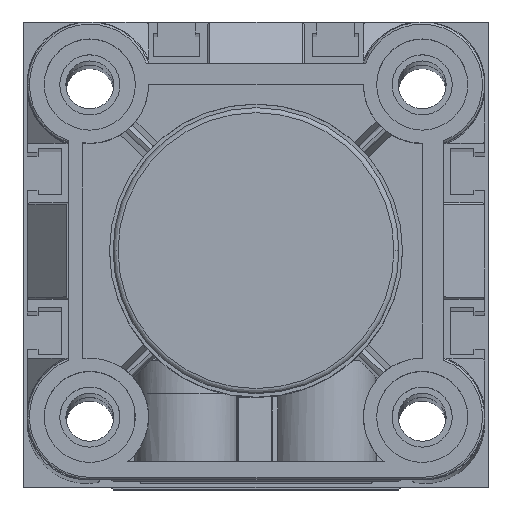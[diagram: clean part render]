
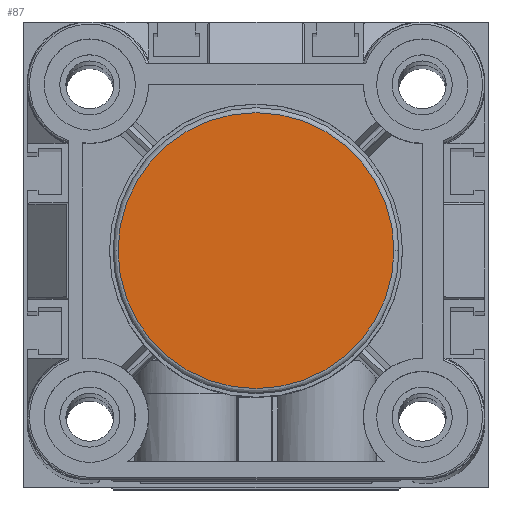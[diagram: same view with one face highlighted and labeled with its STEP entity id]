
A CAD part, top view. The second image highlights one B-rep face of the part: STEP entity #87.
In plain terms, the highlighted face is planar.
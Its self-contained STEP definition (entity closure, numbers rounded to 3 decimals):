
#87 = ADVANCED_FACE ( 'NONE', ( #10988 ), #9278, .F. ) ;
#177 = CARTESIAN_POINT ( 'NONE',  ( 45.55, 26.25, -4. ) ) ;
#1482 = DIRECTION ( 'NONE',  ( 1., 0., 0. ) ) ;
#3052 = AXIS2_PLACEMENT_3D ( 'NONE', #22341, #22801, #9963 ) ;
#3400 = EDGE_LOOP ( 'NONE', ( #29929, #18488 ) ) ;
#8457 = AXIS2_PLACEMENT_3D ( 'NONE', #30398, #15823, #1482 ) ;
#8987 = EDGE_CURVE ( 'NONE', #11369, #12485, #19697, .T. ) ;
#9278 = PLANE ( 'NONE',  #3052 ) ;
#9963 = DIRECTION ( 'NONE',  ( 1., 0., 0. ) ) ;
#10988 = FACE_OUTER_BOUND ( 'NONE', #3400, .T. ) ;
#11369 = VERTEX_POINT ( 'NONE', #30858 ) ;
#12100 = AXIS2_PLACEMENT_3D ( 'NONE', #16652, #16630, #16545 ) ;
#12485 = VERTEX_POINT ( 'NONE', #177 ) ;
#15823 = DIRECTION ( 'NONE',  ( 0., 0., -1. ) ) ;
#16320 = CIRCLE ( 'NONE', #8457, 19.3 ) ;
#16545 = DIRECTION ( 'NONE',  ( 1., 0., 0. ) ) ;
#16630 = DIRECTION ( 'NONE',  ( 0., 0., -1. ) ) ;
#16652 = CARTESIAN_POINT ( 'NONE',  ( 26.25, 26.25, -4. ) ) ;
#18488 = ORIENTED_EDGE ( 'NONE', *, *, #8987, .T. ) ;
#19697 = CIRCLE ( 'NONE', #12100, 19.3 ) ;
#22341 = CARTESIAN_POINT ( 'NONE',  ( 0., 0., -4. ) ) ;
#22717 = EDGE_CURVE ( 'NONE', #12485, #11369, #16320, .T. ) ;
#22801 = DIRECTION ( 'NONE',  ( 0., 0., 1. ) ) ;
#29929 = ORIENTED_EDGE ( 'NONE', *, *, #22717, .T. ) ;
#30398 = CARTESIAN_POINT ( 'NONE',  ( 26.25, 26.25, -4. ) ) ;
#30858 = CARTESIAN_POINT ( 'NONE',  ( 6.95, 26.25, -4. ) ) ;
